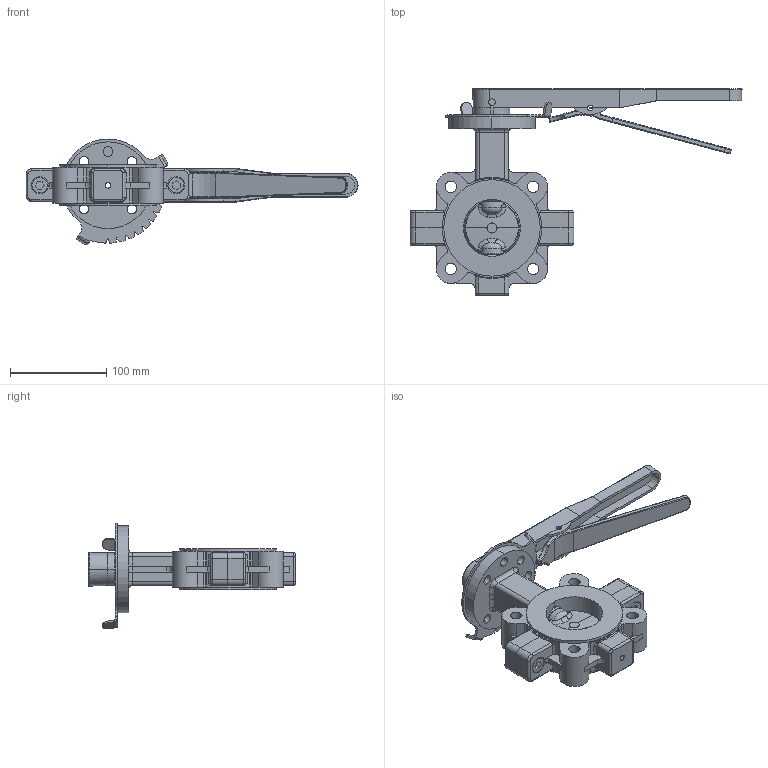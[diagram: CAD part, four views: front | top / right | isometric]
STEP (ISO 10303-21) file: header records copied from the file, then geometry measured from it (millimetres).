
FILE_DESCRIPTION (( 'STEP AP214' ), '1' );
FILE_NAME ('AS-L1-0200-PMR-HA.step', '2019-08-26T11:37:10', ( '' ), ( '' ), 'SwSTEP 2.0', 'SolidWorks 2019', '' );
FILE_SCHEMA (( 'AUTOMOTIVE_DESIGN' ));
Length unit declared in the file: inch
Products named in the file (2): AS-L1-0200-PMR-HA
Bounding box: 344.27 x 214.51 x 109.9 mm (x, y, z)
Surface area: 163546.1 mm2 (no closed solid volume)
Topology: 0 solids, 29 shells, 632 faces, 2108 edges, 1465 vertices
Faces by surface type: cylinder 275, plane 203, torus 68, bspline 46, cone 32, sphere 8
Entity records: 36440 total; most frequent: CARTESIAN_POINT 10407, DIRECTION 3632, ORIENTED_EDGE 3570, EDGE_CURVE 2095, VERTEX_POINT 1463, AXIS2_PLACEMENT_3D 1334, LINE 964, VECTOR 964
